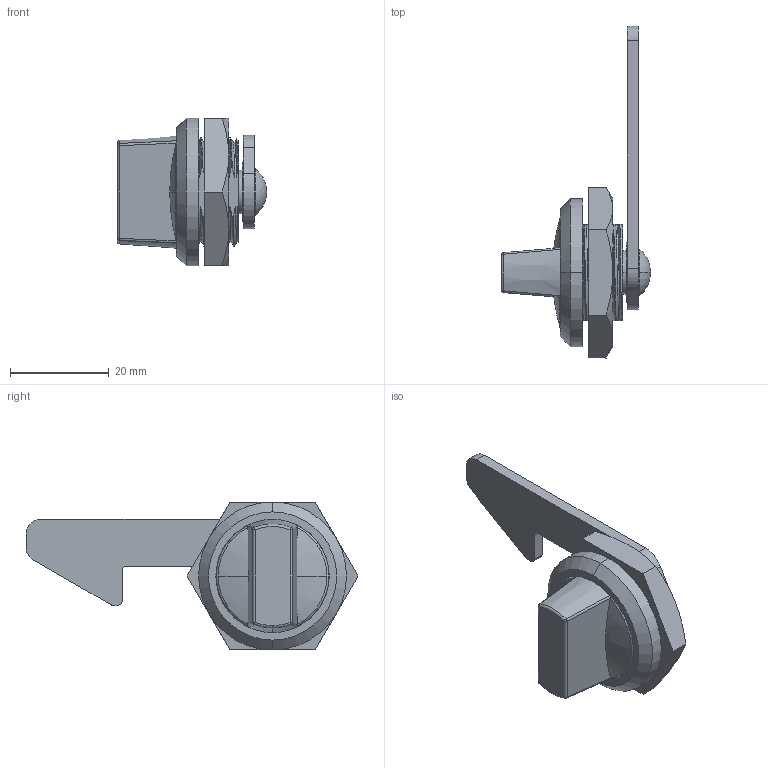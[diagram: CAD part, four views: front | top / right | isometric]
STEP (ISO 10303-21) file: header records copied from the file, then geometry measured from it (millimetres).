
FILE_DESCRIPTION (( 'STEP AP214' ), '1' );
FILE_NAME ('TL_428_R.STEP', '2018-08-08T23:51:00', ( '' ), ( '' ), 'SwSTEP 2.0', 'SolidWorks 2015', '' );
FILE_SCHEMA (( 'AUTOMOTIVE_DESIGN' ));
Length unit declared in the file: millimetre
Products named in the file (3): TL_428_R; 取付ナット; TL-428-R開示用
Assembly tree (2 placements, depth 2):
  TL_428_R
    TL-428-R開示用
    取付ナット
Bounding box: 30.3 x 67.32 x 30 mm (x, y, z)
Volume: 11997.3 mm3; surface area: 7238.6 mm2
Topology: 2 solids, 2 shells, 202 faces, 540 edges, 343 vertices
Faces by surface type: cylinder 66, plane 66, bspline 32, cone 21, sphere 10, torus 7
Entity records: 27970 total; most frequent: CARTESIAN_POINT 23196, ORIENTED_EDGE 1080, DIRECTION 878, EDGE_CURVE 540, VERTEX_POINT 343, AXIS2_PLACEMENT_3D 322, VECTOR 234, LINE 234
